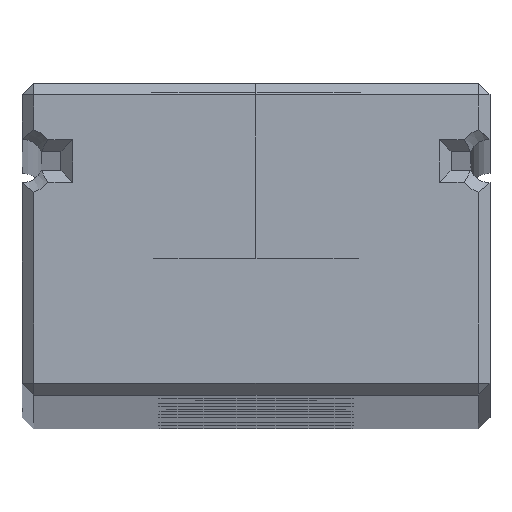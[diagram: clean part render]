
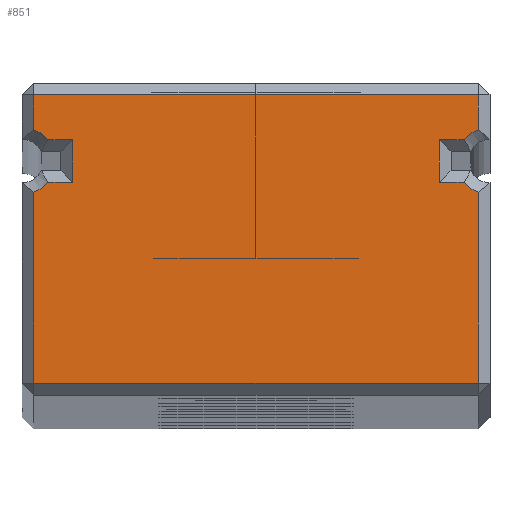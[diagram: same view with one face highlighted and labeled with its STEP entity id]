
A CAD part, top view. The second image highlights one B-rep face of the part: STEP entity #851.
In plain terms, the highlighted planar face has unit normal (0, 0, 1).
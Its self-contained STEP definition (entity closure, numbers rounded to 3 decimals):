
#4 = ORIENTED_EDGE ( 'NONE', *, *, #702, .T. ) ;
#12 = CARTESIAN_POINT ( 'NONE',  ( 0.3, 5.195, 500. ) ) ;
#30 = CARTESIAN_POINT ( 'NONE',  ( 12., 6., 500. ) ) ;
#33 = CARTESIAN_POINT ( 'NONE',  ( 11.7, 5.195, 500. ) ) ;
#75 = EDGE_LOOP ( 'NONE', ( #322, #3145, #3089, #565, #364, #1439, #4816, #614, #3576, #764, #2870, #1775, #3647, #206, #4, #967 ) ) ;
#80 = EDGE_CURVE ( 'NONE', #552, #4879, #2192, .T. ) ;
#107 = AXIS2_PLACEMENT_3D ( 'NONE', #1830, #4494, #2215 ) ;
#136 = VERTEX_POINT ( 'NONE', #722 ) ;
#154 = CARTESIAN_POINT ( 'NONE',  ( 0.3, 6., 500. ) ) ;
#156 = VECTOR ( 'NONE', #2904, 1000. ) ;
#157 = CIRCLE ( 'NONE', #107, 0.859 ) ;
#206 = ORIENTED_EDGE ( 'NONE', *, *, #2220, .T. ) ;
#240 = EDGE_CURVE ( 'NONE', #4879, #3161, #2373, .T. ) ;
#281 = FACE_OUTER_BOUND ( 'NONE', #75, .T. ) ;
#322 = ORIENTED_EDGE ( 'NONE', *, *, #2902, .T. ) ;
#361 = VERTEX_POINT ( 'NONE', #1279 ) ;
#364 = ORIENTED_EDGE ( 'NONE', *, *, #240, .T. ) ;
#413 = DIRECTION ( 'NONE',  ( -1., 0., 0. ) ) ;
#472 = VERTEX_POINT ( 'NONE', #4385 ) ;
#488 = EDGE_CURVE ( 'NONE', #1579, #839, #1066, .T. ) ;
#503 = CARTESIAN_POINT ( 'NONE',  ( 0.3, 6., 500. ) ) ;
#524 = LINE ( 'NONE', #2571, #3568 ) ;
#552 = VERTEX_POINT ( 'NONE', #2133 ) ;
#565 = ORIENTED_EDGE ( 'NONE', *, *, #80, .T. ) ;
#568 = DIRECTION ( 'NONE',  ( -1., 0., 0. ) ) ;
#614 = ORIENTED_EDGE ( 'NONE', *, *, #2499, .T. ) ;
#702 = EDGE_CURVE ( 'NONE', #361, #1579, #1244, .T. ) ;
#722 = CARTESIAN_POINT ( 'NONE',  ( 11.7, 6.805, 500. ) ) ;
#764 = ORIENTED_EDGE ( 'NONE', *, *, #2090, .T. ) ;
#831 = DIRECTION ( 'NONE',  ( 0., 0., -1. ) ) ;
#836 = AXIS2_PLACEMENT_3D ( 'NONE', #30, #2676, #413 ) ;
#837 = CARTESIAN_POINT ( 'NONE',  ( 10.7, 6.55, 500. ) ) ;
#839 = VERTEX_POINT ( 'NONE', #1159 ) ;
#851 = ADVANCED_FACE ( 'NONE', ( #281 ), #4202, .F. ) ;
#860 = VECTOR ( 'NONE', #2769, 1000. ) ;
#905 = EDGE_CURVE ( 'NONE', #3161, #1892, #4090, .T. ) ;
#941 = VECTOR ( 'NONE', #2618, 1000. ) ;
#967 = ORIENTED_EDGE ( 'NONE', *, *, #488, .T. ) ;
#1019 = CARTESIAN_POINT ( 'NONE',  ( 0.3, 6.805, 500. ) ) ;
#1053 = VECTOR ( 'NONE', #2045, 1000. ) ;
#1066 = LINE ( 'NONE', #4791, #2064 ) ;
#1069 = VECTOR ( 'NONE', #4131, 1000. ) ;
#1134 = VERTEX_POINT ( 'NONE', #3227 ) ;
#1159 = CARTESIAN_POINT ( 'NONE',  ( 1.3, 5.45, 500. ) ) ;
#1168 = LINE ( 'NONE', #3580, #1053 ) ;
#1196 = DIRECTION ( 'NONE',  ( 0., 1., 0. ) ) ;
#1244 = LINE ( 'NONE', #2985, #3254 ) ;
#1270 = CARTESIAN_POINT ( 'NONE',  ( 11.7, 0.3, 500. ) ) ;
#1279 = CARTESIAN_POINT ( 'NONE',  ( 0.66, 6.55, 500. ) ) ;
#1293 = LINE ( 'NONE', #4047, #156 ) ;
#1344 = AXIS2_PLACEMENT_3D ( 'NONE', #3092, #831, #3496 ) ;
#1366 = CARTESIAN_POINT ( 'NONE',  ( 0., 6., 500. ) ) ;
#1426 = DIRECTION ( 'NONE',  ( -1., 0., 0. ) ) ;
#1439 = ORIENTED_EDGE ( 'NONE', *, *, #905, .T. ) ;
#1464 = CARTESIAN_POINT ( 'NONE',  ( 12., 0.3, 500. ) ) ;
#1515 = LINE ( 'NONE', #2369, #2529 ) ;
#1521 = VECTOR ( 'NONE', #568, 1000. ) ;
#1574 = EDGE_CURVE ( 'NONE', #1892, #4469, #524, .T. ) ;
#1579 = VERTEX_POINT ( 'NONE', #4853 ) ;
#1615 = CARTESIAN_POINT ( 'NONE',  ( 0., 6., 500. ) ) ;
#1618 = DIRECTION ( 'NONE',  ( -1., 0., 0. ) ) ;
#1673 = EDGE_CURVE ( 'NONE', #4799, #2387, #2945, .T. ) ;
#1740 = DIRECTION ( 'NONE',  ( -1., 0., 0. ) ) ;
#1742 = CARTESIAN_POINT ( 'NONE',  ( 0.3, 7.7, 500. ) ) ;
#1754 = LINE ( 'NONE', #2857, #1521 ) ;
#1775 = ORIENTED_EDGE ( 'NONE', *, *, #2407, .T. ) ;
#1830 = CARTESIAN_POINT ( 'NONE',  ( 12., 6., 500. ) ) ;
#1850 = DIRECTION ( 'NONE',  ( 1., 0., 0. ) ) ;
#1892 = VERTEX_POINT ( 'NONE', #3987 ) ;
#1983 = VERTEX_POINT ( 'NONE', #1742 ) ;
#1998 = DIRECTION ( 'NONE',  ( -1., 0., 0. ) ) ;
#2045 = DIRECTION ( 'NONE',  ( 0., 1., 0. ) ) ;
#2064 = VECTOR ( 'NONE', #2123, 1000. ) ;
#2090 = EDGE_CURVE ( 'NONE', #2387, #136, #157, .T. ) ;
#2123 = DIRECTION ( 'NONE',  ( 0., -1., 0. ) ) ;
#2133 = CARTESIAN_POINT ( 'NONE',  ( 0.3, 0.3, 500. ) ) ;
#2192 = LINE ( 'NONE', #1464, #1069 ) ;
#2215 = DIRECTION ( 'NONE',  ( -1., 0., 0. ) ) ;
#2220 = EDGE_CURVE ( 'NONE', #3519, #361, #4505, .T. ) ;
#2237 = LINE ( 'NONE', #154, #3000 ) ;
#2315 = EDGE_CURVE ( 'NONE', #1983, #3519, #2237, .T. ) ;
#2369 = CARTESIAN_POINT ( 'NONE',  ( 12., 5.45, 500. ) ) ;
#2373 = LINE ( 'NONE', #3473, #4397 ) ;
#2387 = VERTEX_POINT ( 'NONE', #2475 ) ;
#2407 = EDGE_CURVE ( 'NONE', #472, #1983, #1754, .T. ) ;
#2425 = DIRECTION ( 'NONE',  ( 0., -1., 0. ) ) ;
#2475 = CARTESIAN_POINT ( 'NONE',  ( 11.34, 6.55, 500. ) ) ;
#2499 = EDGE_CURVE ( 'NONE', #4469, #4799, #1293, .T. ) ;
#2506 = EDGE_CURVE ( 'NONE', #136, #472, #1168, .T. ) ;
#2529 = VECTOR ( 'NONE', #1618, 1000. ) ;
#2571 = CARTESIAN_POINT ( 'NONE',  ( 12., 5.45, 500. ) ) ;
#2618 = DIRECTION ( 'NONE',  ( 1., 0., 0. ) ) ;
#2676 = DIRECTION ( 'NONE',  ( 0., 0., -1. ) ) ;
#2769 = DIRECTION ( 'NONE',  ( 0., -1., 0. ) ) ;
#2818 = CIRCLE ( 'NONE', #3306, 0.859 ) ;
#2857 = CARTESIAN_POINT ( 'NONE',  ( 12., 7.7, 500. ) ) ;
#2870 = ORIENTED_EDGE ( 'NONE', *, *, #2506, .T. ) ;
#2901 = AXIS2_PLACEMENT_3D ( 'NONE', #1615, #4276, #1998 ) ;
#2902 = EDGE_CURVE ( 'NONE', #839, #1134, #1515, .T. ) ;
#2904 = DIRECTION ( 'NONE',  ( 0., 1., 0. ) ) ;
#2945 = LINE ( 'NONE', #4919, #941 ) ;
#2985 = CARTESIAN_POINT ( 'NONE',  ( 12., 6.55, 500. ) ) ;
#3000 = VECTOR ( 'NONE', #2425, 1000. ) ;
#3057 = EDGE_CURVE ( 'NONE', #1134, #3705, #2818, .T. ) ;
#3089 = ORIENTED_EDGE ( 'NONE', *, *, #4867, .T. ) ;
#3092 = CARTESIAN_POINT ( 'NONE',  ( 12., 6., 500. ) ) ;
#3145 = ORIENTED_EDGE ( 'NONE', *, *, #3057, .T. ) ;
#3161 = VERTEX_POINT ( 'NONE', #33 ) ;
#3227 = CARTESIAN_POINT ( 'NONE',  ( 0.66, 5.45, 500. ) ) ;
#3254 = VECTOR ( 'NONE', #1850, 1000. ) ;
#3306 = AXIS2_PLACEMENT_3D ( 'NONE', #1366, #4035, #1740 ) ;
#3473 = CARTESIAN_POINT ( 'NONE',  ( 11.7, 6., 500. ) ) ;
#3496 = DIRECTION ( 'NONE',  ( -1., 0., 0. ) ) ;
#3519 = VERTEX_POINT ( 'NONE', #1019 ) ;
#3543 = LINE ( 'NONE', #503, #860 ) ;
#3568 = VECTOR ( 'NONE', #1426, 1000. ) ;
#3576 = ORIENTED_EDGE ( 'NONE', *, *, #1673, .T. ) ;
#3580 = CARTESIAN_POINT ( 'NONE',  ( 11.7, 6., 500. ) ) ;
#3647 = ORIENTED_EDGE ( 'NONE', *, *, #2315, .T. ) ;
#3705 = VERTEX_POINT ( 'NONE', #12 ) ;
#3987 = CARTESIAN_POINT ( 'NONE',  ( 11.34, 5.45, 500. ) ) ;
#4035 = DIRECTION ( 'NONE',  ( 0., 0., -1. ) ) ;
#4047 = CARTESIAN_POINT ( 'NONE',  ( 10.7, 6., 500. ) ) ;
#4090 = CIRCLE ( 'NONE', #1344, 0.859 ) ;
#4131 = DIRECTION ( 'NONE',  ( 1., 0., 0. ) ) ;
#4202 = PLANE ( 'NONE',  #836 ) ;
#4276 = DIRECTION ( 'NONE',  ( 0., 0., -1. ) ) ;
#4385 = CARTESIAN_POINT ( 'NONE',  ( 11.7, 7.7, 500. ) ) ;
#4395 = CARTESIAN_POINT ( 'NONE',  ( 10.7, 5.45, 500. ) ) ;
#4397 = VECTOR ( 'NONE', #1196, 1000. ) ;
#4469 = VERTEX_POINT ( 'NONE', #4395 ) ;
#4494 = DIRECTION ( 'NONE',  ( 0., 0., -1. ) ) ;
#4505 = CIRCLE ( 'NONE', #2901, 0.859 ) ;
#4791 = CARTESIAN_POINT ( 'NONE',  ( 1.3, 6., 500. ) ) ;
#4799 = VERTEX_POINT ( 'NONE', #837 ) ;
#4816 = ORIENTED_EDGE ( 'NONE', *, *, #1574, .T. ) ;
#4853 = CARTESIAN_POINT ( 'NONE',  ( 1.3, 6.55, 500. ) ) ;
#4867 = EDGE_CURVE ( 'NONE', #3705, #552, #3543, .T. ) ;
#4879 = VERTEX_POINT ( 'NONE', #1270 ) ;
#4919 = CARTESIAN_POINT ( 'NONE',  ( 12., 6.55, 500. ) ) ;
